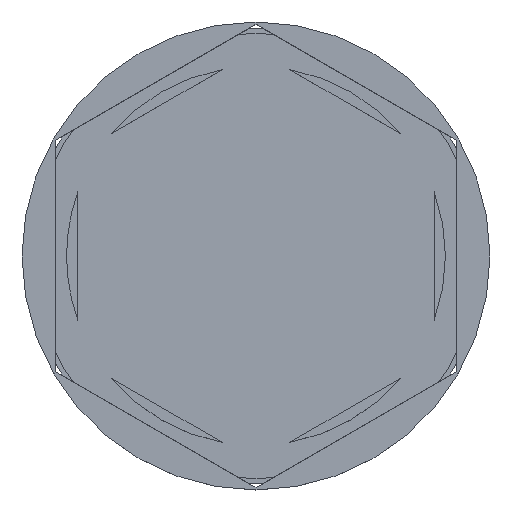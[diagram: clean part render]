
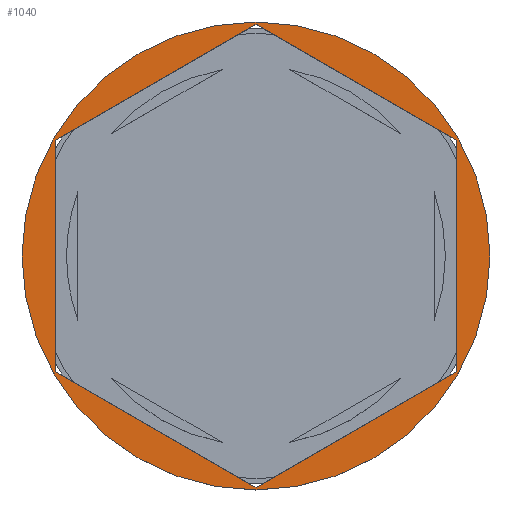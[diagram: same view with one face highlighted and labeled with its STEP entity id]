
A CAD part, top view. The second image highlights one B-rep face of the part: STEP entity #1040.
In plain terms, the highlighted planar face has unit normal (0, 0, 1).
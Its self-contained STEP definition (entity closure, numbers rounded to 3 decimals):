
#5 = EDGE_CURVE ( 'NONE', #210, #1698, #2365, .T. ) ;
#58 = CARTESIAN_POINT ( 'NONE',  ( 0., 10.392, 0. ) ) ;
#64 = VECTOR ( 'NONE', #1645, 1000. ) ;
#86 = CARTESIAN_POINT ( 'NONE',  ( 9., -5.196, 0. ) ) ;
#154 = DIRECTION ( 'NONE',  ( 0.866, -0.5, 0. ) ) ;
#210 = VERTEX_POINT ( 'NONE', #58 ) ;
#219 = DIRECTION ( 'NONE',  ( 0., 0., 1. ) ) ;
#301 = VERTEX_POINT ( 'NONE', #86 ) ;
#335 = EDGE_LOOP ( 'NONE', ( #2246, #1606 ) ) ;
#361 = CARTESIAN_POINT ( 'NONE',  ( -9., -5.196, 0. ) ) ;
#389 = CARTESIAN_POINT ( 'NONE',  ( 0., 0., 0. ) ) ;
#411 = VERTEX_POINT ( 'NONE', #2155 ) ;
#484 = CIRCLE ( 'NONE', #1747, 10.5 ) ;
#517 = ORIENTED_EDGE ( 'NONE', *, *, #2245, .F. ) ;
#558 = VERTEX_POINT ( 'NONE', #1646 ) ;
#560 = LINE ( 'NONE', #361, #1946 ) ;
#563 = DIRECTION ( 'NONE',  ( 0., 0., 1. ) ) ;
#641 = EDGE_CURVE ( 'NONE', #2173, #301, #2252, .T. ) ;
#732 = CIRCLE ( 'NONE', #1580, 10.5 ) ;
#753 = DIRECTION ( 'NONE',  ( -0.866, -0.5, 0. ) ) ;
#775 = CARTESIAN_POINT ( 'NONE',  ( -9., 5.196, 0. ) ) ;
#827 = CARTESIAN_POINT ( 'NONE',  ( 9., 5.196, 0. ) ) ;
#833 = EDGE_CURVE ( 'NONE', #411, #1355, #484, .T. ) ;
#837 = LINE ( 'NONE', #2002, #64 ) ;
#853 = EDGE_CURVE ( 'NONE', #301, #558, #2319, .T. ) ;
#870 = CARTESIAN_POINT ( 'NONE',  ( -9., -5.196, 0. ) ) ;
#940 = DIRECTION ( 'NONE',  ( 0., 1., 0. ) ) ;
#1017 = DIRECTION ( 'NONE',  ( 1., 0., 0. ) ) ;
#1035 = FACE_OUTER_BOUND ( 'NONE', #335, .T. ) ;
#1040 = ADVANCED_FACE ( 'NONE', ( #1842, #1035 ), #2174, .T. ) ;
#1112 = VECTOR ( 'NONE', #1265, 1000. ) ;
#1124 = VERTEX_POINT ( 'NONE', #870 ) ;
#1157 = VECTOR ( 'NONE', #940, 1000. ) ;
#1161 = DIRECTION ( 'NONE',  ( 1., 0., 0. ) ) ;
#1265 = DIRECTION ( 'NONE',  ( -0.866, 0.5, 0. ) ) ;
#1344 = CARTESIAN_POINT ( 'NONE',  ( 9., -5.196, 0. ) ) ;
#1355 = VERTEX_POINT ( 'NONE', #1813 ) ;
#1424 = ORIENTED_EDGE ( 'NONE', *, *, #641, .F. ) ;
#1499 = AXIS2_PLACEMENT_3D ( 'NONE', #389, #219, #1017 ) ;
#1527 = VECTOR ( 'NONE', #753, 1000. ) ;
#1539 = DIRECTION ( 'NONE',  ( 1., 0., 0. ) ) ;
#1559 = CARTESIAN_POINT ( 'NONE',  ( 0., 10.392, 0. ) ) ;
#1580 = AXIS2_PLACEMENT_3D ( 'NONE', #1588, #2166, #1161 ) ;
#1587 = ORIENTED_EDGE ( 'NONE', *, *, #2554, .F. ) ;
#1588 = CARTESIAN_POINT ( 'NONE',  ( 0., 0., 0. ) ) ;
#1606 = ORIENTED_EDGE ( 'NONE', *, *, #1730, .T. ) ;
#1637 = LINE ( 'NONE', #827, #1112 ) ;
#1645 = DIRECTION ( 'NONE',  ( 0., -1., 0. ) ) ;
#1646 = CARTESIAN_POINT ( 'NONE',  ( 9., 5.196, 0. ) ) ;
#1698 = VERTEX_POINT ( 'NONE', #775 ) ;
#1702 = CARTESIAN_POINT ( 'NONE',  ( 0., -10.392, 0. ) ) ;
#1730 = EDGE_CURVE ( 'NONE', #1355, #411, #732, .T. ) ;
#1747 = AXIS2_PLACEMENT_3D ( 'NONE', #2152, #563, #1539 ) ;
#1756 = ORIENTED_EDGE ( 'NONE', *, *, #853, .F. ) ;
#1777 = EDGE_CURVE ( 'NONE', #558, #210, #1637, .T. ) ;
#1813 = CARTESIAN_POINT ( 'NONE',  ( -10.5, 0., 0. ) ) ;
#1842 = FACE_BOUND ( 'NONE', #2517, .T. ) ;
#1930 = ORIENTED_EDGE ( 'NONE', *, *, #5, .F. ) ;
#1946 = VECTOR ( 'NONE', #154, 1000. ) ;
#2002 = CARTESIAN_POINT ( 'NONE',  ( -9., 5.196, 0. ) ) ;
#2022 = CARTESIAN_POINT ( 'NONE',  ( 0., -10.392, 0. ) ) ;
#2152 = CARTESIAN_POINT ( 'NONE',  ( 0., 0., 0. ) ) ;
#2155 = CARTESIAN_POINT ( 'NONE',  ( 10.5, 0., 0. ) ) ;
#2166 = DIRECTION ( 'NONE',  ( 0., 0., 1. ) ) ;
#2173 = VERTEX_POINT ( 'NONE', #2022 ) ;
#2174 = PLANE ( 'NONE',  #1499 ) ;
#2242 = DIRECTION ( 'NONE',  ( 0.866, 0.5, 0. ) ) ;
#2245 = EDGE_CURVE ( 'NONE', #1698, #1124, #837, .T. ) ;
#2246 = ORIENTED_EDGE ( 'NONE', *, *, #833, .T. ) ;
#2252 = LINE ( 'NONE', #1702, #2566 ) ;
#2299 = ORIENTED_EDGE ( 'NONE', *, *, #1777, .F. ) ;
#2319 = LINE ( 'NONE', #1344, #1157 ) ;
#2365 = LINE ( 'NONE', #1559, #1527 ) ;
#2517 = EDGE_LOOP ( 'NONE', ( #2299, #1756, #1424, #1587, #517, #1930 ) ) ;
#2554 = EDGE_CURVE ( 'NONE', #1124, #2173, #560, .T. ) ;
#2566 = VECTOR ( 'NONE', #2242, 1000. ) ;
